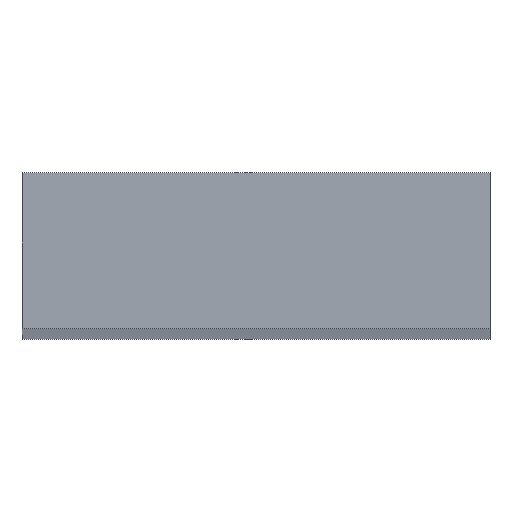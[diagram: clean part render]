
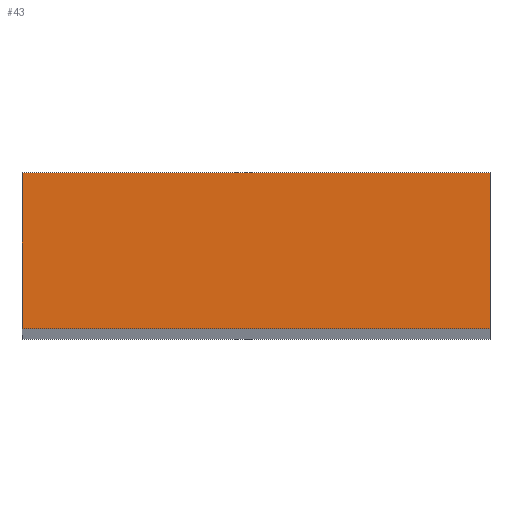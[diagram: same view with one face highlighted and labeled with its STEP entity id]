
A CAD part, top view. The second image highlights one B-rep face of the part: STEP entity #43.
In plain terms, the highlighted planar face has unit normal (0, 0, 1).
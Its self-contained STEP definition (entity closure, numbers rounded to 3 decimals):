
#2 = VECTOR ( 'NONE', #145, 1000. ) ;
#4 = VERTEX_POINT ( 'NONE', #72 ) ;
#8 = EDGE_LOOP ( 'NONE', ( #186, #159, #112, #109 ) ) ;
#18 = PLANE ( 'NONE',  #86 ) ;
#20 = VECTOR ( 'NONE', #211, 1000. ) ;
#21 = EDGE_CURVE ( 'NONE', #195, #62, #154, .T. ) ;
#30 = CARTESIAN_POINT ( 'NONE',  ( -15., 5., 400. ) ) ;
#40 = VECTOR ( 'NONE', #215, 1000. ) ;
#42 = CARTESIAN_POINT ( 'NONE',  ( -15., -5., 400. ) ) ;
#43 = ADVANCED_FACE ( 'NONE', ( #178 ), #18, .T. ) ;
#45 = VECTOR ( 'NONE', #153, 1000. ) ;
#48 = LINE ( 'NONE', #181, #20 ) ;
#62 = VERTEX_POINT ( 'NONE', #175 ) ;
#72 = CARTESIAN_POINT ( 'NONE',  ( 15., 5., 400. ) ) ;
#73 = DIRECTION ( 'NONE',  ( 1., 0., 0. ) ) ;
#86 = AXIS2_PLACEMENT_3D ( 'NONE', #167, #188, #73 ) ;
#88 = LINE ( 'NONE', #123, #40 ) ;
#104 = CARTESIAN_POINT ( 'NONE',  ( -15., -5., 400. ) ) ;
#109 = ORIENTED_EDGE ( 'NONE', *, *, #21, .T. ) ;
#112 = ORIENTED_EDGE ( 'NONE', *, *, #184, .T. ) ;
#123 = CARTESIAN_POINT ( 'NONE',  ( -15., 5., 400. ) ) ;
#145 = DIRECTION ( 'NONE',  ( 1., 0., 0. ) ) ;
#153 = DIRECTION ( 'NONE',  ( 0., -1., 0. ) ) ;
#154 = LINE ( 'NONE', #42, #2 ) ;
#159 = ORIENTED_EDGE ( 'NONE', *, *, #164, .T. ) ;
#164 = EDGE_CURVE ( 'NONE', #4, #208, #88, .T. ) ;
#167 = CARTESIAN_POINT ( 'NONE',  ( 0., 0., 400. ) ) ;
#175 = CARTESIAN_POINT ( 'NONE',  ( 15., -5., 400. ) ) ;
#178 = FACE_OUTER_BOUND ( 'NONE', #8, .T. ) ;
#181 = CARTESIAN_POINT ( 'NONE',  ( 15., 5., 400. ) ) ;
#184 = EDGE_CURVE ( 'NONE', #208, #195, #202, .T. ) ;
#186 = ORIENTED_EDGE ( 'NONE', *, *, #192, .T. ) ;
#188 = DIRECTION ( 'NONE',  ( 0., 0., 1. ) ) ;
#192 = EDGE_CURVE ( 'NONE', #62, #4, #48, .T. ) ;
#195 = VERTEX_POINT ( 'NONE', #104 ) ;
#202 = LINE ( 'NONE', #30, #45 ) ;
#208 = VERTEX_POINT ( 'NONE', #234 ) ;
#211 = DIRECTION ( 'NONE',  ( 0., 1., 0. ) ) ;
#215 = DIRECTION ( 'NONE',  ( -1., 0., 0. ) ) ;
#234 = CARTESIAN_POINT ( 'NONE',  ( -15., 5., 400. ) ) ;
